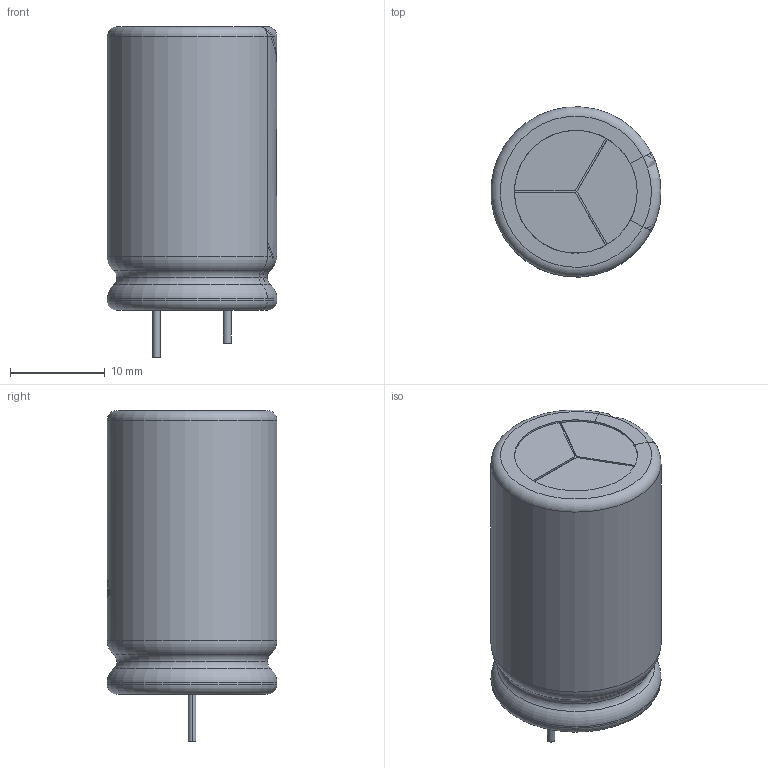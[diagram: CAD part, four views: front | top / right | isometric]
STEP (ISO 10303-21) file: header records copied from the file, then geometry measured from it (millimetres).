
FILE_DESCRIPTION (( 'STEP AP214' ), '1' );
FILE_NAME ('CAP-TH_BD18.0-H30.0-P7.5.STEP', '2025-12-17T02:47:08', ( '' ), ( '' ), 'SwSTEP 2.0', 'SolidWorks 2021', '' );
FILE_SCHEMA (( 'AUTOMOTIVE_DESIGN' ));
Length unit declared in the file: millimetre
Products named in the file (1): CAP-TH_BD18.0-H30.0-P7.5
Bounding box: 17.97 x 17.98 x 35 mm (x, y, z)
Volume: 7455.7 mm3; surface area: 2222.5 mm2
Topology: 1 solids, 1 shells, 296 faces, 801 edges, 530 vertices
Faces by surface type: plane 132, bspline 98, cylinder 39, torus 27
Entity records: 13853 total; most frequent: CARTESIAN_POINT 4391, ORIENTED_EDGE 1602, DIRECTION 858, EDGE_CURVE 801, VERTEX_POINT 530, EDGE_LOOP 319, UNCERTAINTY_MEASURE_WITH_UNIT 299, FILL_AREA_STYLE_COLOUR 298
